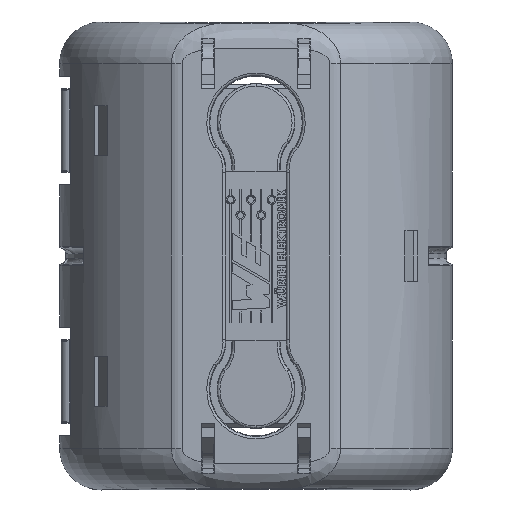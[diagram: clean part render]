
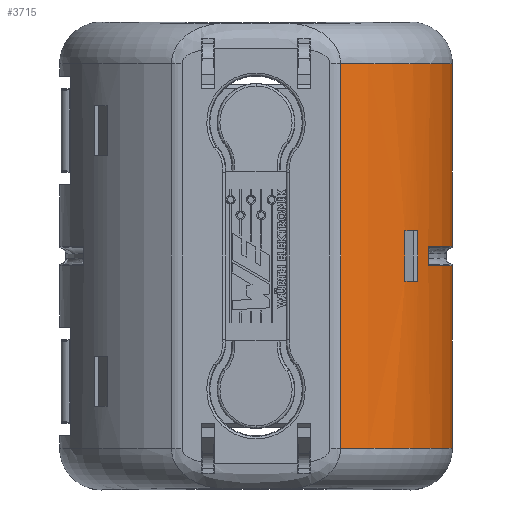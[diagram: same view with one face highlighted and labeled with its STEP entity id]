
A CAD part, front view. The second image highlights one B-rep face of the part: STEP entity #3715.
In plain terms, the highlighted cylindrical face has radius 23.5 mm (diameter 47 mm), a partial arc.
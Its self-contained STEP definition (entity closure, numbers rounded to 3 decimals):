
#3715 = ADVANCED_FACE( 'NONE', ( #7886, #7887 ), #7888, .T. );
#7886 = FACE_OUTER_BOUND( '', #18120, .T. );
#7887 = FACE_BOUND( '', #18121, .T. );
#7888 = CYLINDRICAL_SURFACE( '', #18122, 23.5 );
#18120 = EDGE_LOOP( '', ( #31706, #31707, #31708, #31709, #31710, #31711, #31712, #31713 ) );
#18121 = EDGE_LOOP( '', ( #31714, #31715, #31716, #31717 ) );
#18122 = AXIS2_PLACEMENT_3D( '', #31718, #31719, #31720 );
#31706 = ORIENTED_EDGE( '', *, *, #36998, .T. );
#31707 = ORIENTED_EDGE( '', *, *, #39666, .T. );
#31708 = ORIENTED_EDGE( '', *, *, #41208, .T. );
#31709 = ORIENTED_EDGE( '', *, *, #37361, .T. );
#31710 = ORIENTED_EDGE( '', *, *, #38897, .T. );
#31711 = ORIENTED_EDGE( '', *, *, #38585, .T. );
#31712 = ORIENTED_EDGE( '', *, *, #41209, .T. );
#31713 = ORIENTED_EDGE( '', *, *, #40411, .T. );
#31714 = ORIENTED_EDGE( '', *, *, #41085, .F. );
#31715 = ORIENTED_EDGE( '', *, *, #40766, .F. );
#31716 = ORIENTED_EDGE( '', *, *, #37553, .F. );
#31717 = ORIENTED_EDGE( '', *, *, #38099, .F. );
#31718 = CARTESIAN_POINT( '', ( 54., 0., -28. ) );
#31719 = DIRECTION( '', ( 0., 0., -1. ) );
#31720 = DIRECTION( '', ( -1., 0., 0. ) );
#36998 = EDGE_CURVE( 'NONE', #43139, #43137, #43140, .T. );
#37361 = EDGE_CURVE( 'NONE', #43778, #43776, #43779, .T. );
#37553 = EDGE_CURVE( 'NONE', #44110, #44111, #44112, .T. );
#38099 = EDGE_CURVE( 'NONE', #45026, #44110, #45028, .T. );
#38585 = EDGE_CURVE( 'NONE', #45122, #45807, #45809, .T. );
#38897 = EDGE_CURVE( 'NONE', #43776, #45122, #46298, .T. );
#39666 = EDGE_CURVE( 'NONE', #43137, #47473, #47475, .T. );
#40411 = EDGE_CURVE( 'NONE', #48511, #43139, #48512, .T. );
#40766 = EDGE_CURVE( 'NONE', #44111, #48978, #48979, .T. );
#41085 = EDGE_CURVE( 'NONE', #48978, #45026, #49385, .T. );
#41208 = EDGE_CURVE( 'NONE', #47473, #43778, #49533, .T. );
#41209 = EDGE_CURVE( 'NONE', #45807, #48511, #49534, .T. );
#43137 = VERTEX_POINT( 'NONE', #52422 );
#43139 = VERTEX_POINT( 'NONE', #52431 );
#43140 = LINE( '', #52432, #52433 );
#43776 = VERTEX_POINT( 'NONE', #53813 );
#43778 = VERTEX_POINT( 'NONE', #53833 );
#43779 = CIRCLE( '', #53834, 23.5 );
#44110 = VERTEX_POINT( 'NONE', #54515 );
#44111 = VERTEX_POINT( 'NONE', #54516 );
#44112 = LINE( '', #54517, #54518 );
#45026 = VERTEX_POINT( 'NONE', #56462 );
#45028 = CIRCLE( '', #56465, 23.5 );
#45122 = VERTEX_POINT( 'NONE', #56672 );
#45807 = VERTEX_POINT( 'NONE', #58388 );
#45809 = CIRCLE( '', #58390, 23.5 );
#46298 = LINE( '', #59374, #59375 );
#47473 = VERTEX_POINT( 'NONE', #61682 );
#47475 = CIRCLE( '', #61684, 23.5 );
#48511 = VERTEX_POINT( 'NONE', #64119 );
#48512 = CIRCLE( '', #64120, 23.5 );
#48978 = VERTEX_POINT( 'NONE', #64956 );
#48979 = CIRCLE( '', #64957, 23.5 );
#49385 = LINE( '', #65971, #65972 );
#49533 = LINE( '', #66326, #66327 );
#49534 = LINE( '', #66328, #66329 );
#52422 = CARTESIAN_POINT( '', ( 74.622, -11.269, 1.179 ) );
#52431 = CARTESIAN_POINT( '', ( 74.622, -11.269, -1.179 ) );
#52432 = CARTESIAN_POINT( '', ( 74.622, -11.269, -28. ) );
#52433 = VECTOR( '', #68690, 1000. );
#53813 = CARTESIAN_POINT( '', ( 64.124, -21.207, 23. ) );
#53833 = CARTESIAN_POINT( '', ( 77.5, 0., 23. ) );
#53834 = AXIS2_PLACEMENT_3D( '', #69001, #69002, #69003 );
#54515 = CARTESIAN_POINT( '', ( 73.375, -13.299, -3. ) );
#54516 = CARTESIAN_POINT( '', ( 73.375, -13.299, 3. ) );
#54517 = CARTESIAN_POINT( '', ( 73.375, -13.299, -28. ) );
#54518 = VECTOR( '', #69188, 1000. );
#56462 = CARTESIAN_POINT( '', ( 71.8, -15.343, -3. ) );
#56465 = AXIS2_PLACEMENT_3D( '', #69690, #69691, #69692 );
#56672 = CARTESIAN_POINT( '', ( 64.124, -21.207, -23. ) );
#58388 = CARTESIAN_POINT( '', ( 77.5, 0., -23. ) );
#58390 = AXIS2_PLACEMENT_3D( '', #70092, #70093, #70094 );
#59374 = CARTESIAN_POINT( '', ( 64.124, -21.207, -28. ) );
#59375 = VECTOR( '', #70394, 1000. );
#61682 = CARTESIAN_POINT( '', ( 77.5, 0., 1.179 ) );
#61684 = AXIS2_PLACEMENT_3D( '', #71166, #71167, #71168 );
#64119 = CARTESIAN_POINT( '', ( 77.5, 0., -1.179 ) );
#64120 = AXIS2_PLACEMENT_3D( '', #71787, #71788, #71789 );
#64956 = CARTESIAN_POINT( '', ( 71.8, -15.343, 3. ) );
#64957 = AXIS2_PLACEMENT_3D( '', #72121, #72122, #72123 );
#65971 = CARTESIAN_POINT( '', ( 71.8, -15.343, 3. ) );
#65972 = VECTOR( '', #72386, 1000. );
#66326 = CARTESIAN_POINT( '', ( 77.5, 0., -28. ) );
#66327 = VECTOR( '', #72466, 1000. );
#66328 = CARTESIAN_POINT( '', ( 77.5, 0., -28. ) );
#66329 = VECTOR( '', #72467, 1000. );
#68690 = DIRECTION( '', ( 0., 0., 1. ) );
#69001 = CARTESIAN_POINT( '', ( 54., 0., 23. ) );
#69002 = DIRECTION( '', ( 0., 0., -1. ) );
#69003 = DIRECTION( '', ( -1., 0., 0. ) );
#69188 = DIRECTION( '', ( 0., 0., 1. ) );
#69690 = CARTESIAN_POINT( '', ( 54., 0., -3. ) );
#69691 = DIRECTION( '', ( 0., 0., 1. ) );
#69692 = DIRECTION( '', ( 1., 0., 0. ) );
#70092 = CARTESIAN_POINT( '', ( 54., 0., -23. ) );
#70093 = DIRECTION( '', ( 0., 0., 1. ) );
#70094 = DIRECTION( '', ( -1., 0., 0. ) );
#70394 = DIRECTION( '', ( 0., 0., -1. ) );
#71166 = CARTESIAN_POINT( '', ( 54., 0., 1.179 ) );
#71167 = DIRECTION( '', ( 0., 0., 1. ) );
#71168 = DIRECTION( '', ( 1., 0., 0. ) );
#71787 = CARTESIAN_POINT( '', ( 54., 0., -1.179 ) );
#71788 = DIRECTION( '', ( 0., 0., -1. ) );
#71789 = DIRECTION( '', ( 1., 0., 0. ) );
#72121 = CARTESIAN_POINT( '', ( 54., 0., 3. ) );
#72122 = DIRECTION( '', ( 0., 0., -1. ) );
#72123 = DIRECTION( '', ( -1., 0., 0. ) );
#72386 = DIRECTION( '', ( 0., 0., -1. ) );
#72466 = DIRECTION( '', ( 0., 0., 1. ) );
#72467 = DIRECTION( '', ( 0., 0., 1. ) );
